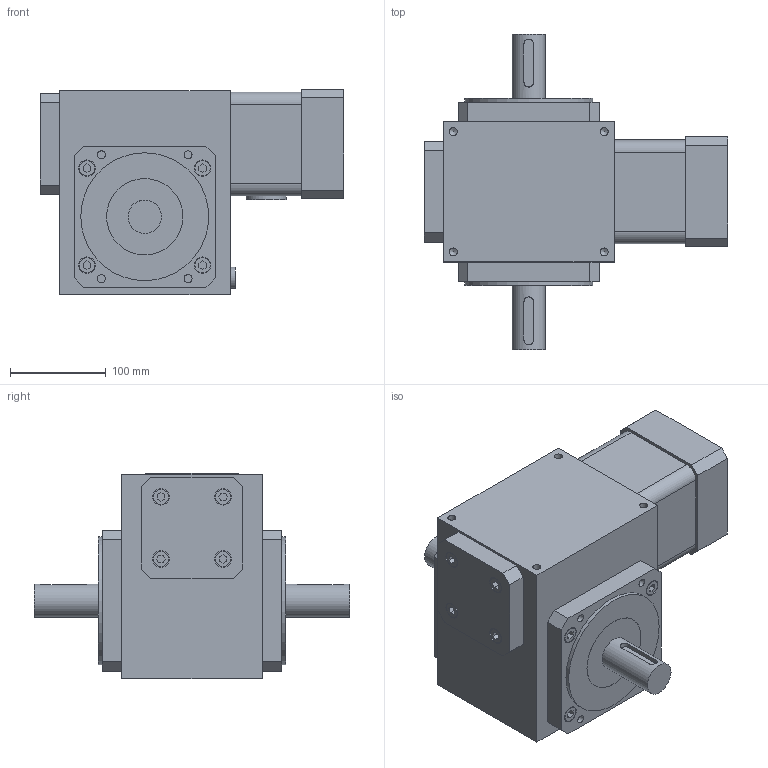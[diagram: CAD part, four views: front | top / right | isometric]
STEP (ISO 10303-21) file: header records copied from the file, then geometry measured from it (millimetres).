
FILE_DESCRIPTION(/* description */ ('Unknown'),/* implementation_level */ '2;1');
FILE_NAME(/* name */ 'W076020.SKDS03DJMDP-',/* time_stamp */ '2024-09-11T07:59:17-04:00',/* author */ ('Unknown'),/* organization */ ('Unknown'),/* preprocessor_version */ 'ST-DEVELOPER v18.1',/* originating_system */ 'Solid Edge',/* authorisation */ 'Unknown');
FILE_SCHEMA (('AUTOMOTIVE_DESIGN {1 0 10303 214 3 1 1}'));
Length unit declared in the file: millimetre
Products named in the file (7): W076020.SKDS03DJMDP-; 76WS-1-CP; 76WM-M20-CP; RG2530K-P; MP2DJMD-CP; 76WM-OUTS; 76WS-WCAP
Assembly tree (7 placements, depth 2):
  W076020.SKDS03DJMDP-
    76WS-1-CP
    76WM-M20-CP
    RG2530K-P
    MP2DJMD-CP
    76WM-OUTS  x2
    76WS-WCAP
Bounding box: 318.16 x 330 x 215.63 mm (x, y, z)
Volume: 7097783.8 mm3; surface area: 575744.3 mm2
Topology: 7 solids, 7 shells, 401 faces, 946 edges, 631 vertices
Faces by surface type: plane 263, cylinder 119, cone 19
Full cylindrical faces by diameter (mm): 6.647 x8, 8.376 x24, 8.5 x2, 10 x8, 16 x16, 17.25 x16, 21.9 x1, 24.005 x1, 26.935 x1, 35.01 x2, 40 x2, 79.905 x5, 80 x2, 85 x1, 90.053 x1, 110 x1, 133.935 x2
Entity records: 10591 total; most frequent: CARTESIAN_POINT 1599, DIRECTION 1494, ORIENTED_EDGE 1288, EDGE_CURVE 644, AXIS2_PLACEMENT_3D 524, FACE_BOUND 512, EDGE_LOOP 498, VERTEX_POINT 490
